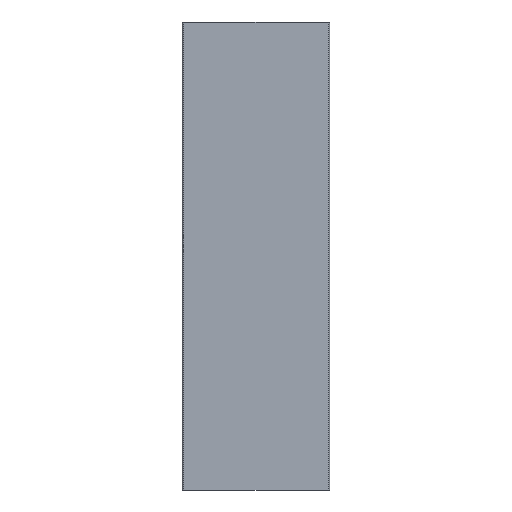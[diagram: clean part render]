
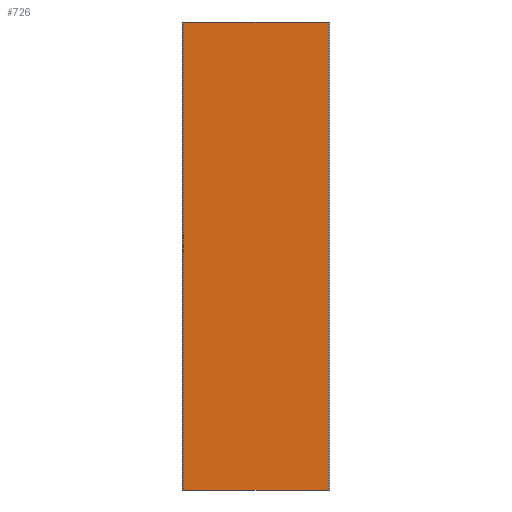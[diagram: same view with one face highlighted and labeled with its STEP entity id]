
A CAD part, front view. The second image highlights one B-rep face of the part: STEP entity #726.
In plain terms, the highlighted planar face has unit normal (0, -1, 0).
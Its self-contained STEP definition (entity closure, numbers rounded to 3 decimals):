
#54=FACE_OUTER_BOUND('',#92,.T.);
#92=EDGE_LOOP('',(#573,#574,#575,#576));
#113=LINE('',#1070,#185);
#155=LINE('',#1202,#227);
#156=LINE('',#1206,#228);
#157=LINE('',#1207,#229);
#185=VECTOR('',#845,10.);
#227=VECTOR('',#967,10.);
#228=VECTOR('',#972,10.);
#229=VECTOR('',#973,10.);
#293=VERTEX_POINT('',#1066);
#295=VERTEX_POINT('',#1069);
#345=VERTEX_POINT('',#1201);
#346=VERTEX_POINT('',#1205);
#366=EDGE_CURVE('',#295,#293,#113,.T.);
#432=EDGE_CURVE('',#295,#345,#155,.T.);
#434=EDGE_CURVE('',#346,#293,#156,.T.);
#435=EDGE_CURVE('',#346,#345,#157,.T.);
#573=ORIENTED_EDGE('',*,*,#366,.T.);
#574=ORIENTED_EDGE('',*,*,#434,.F.);
#575=ORIENTED_EDGE('',*,*,#435,.T.);
#576=ORIENTED_EDGE('',*,*,#432,.F.);
#698=PLANE('',#805);
#726=ADVANCED_FACE('',(#54),#698,.F.);
#805=AXIS2_PLACEMENT_3D('',#1204,#970,#971);
#845=DIRECTION('',(1.,0.,0.));
#967=DIRECTION('',(0.,0.,1.));
#970=DIRECTION('center_axis',(0.,1.,0.));
#971=DIRECTION('ref_axis',(0.,0.,1.));
#972=DIRECTION('',(0.,0.,-1.));
#973=DIRECTION('',(-1.,0.,0.));
#1066=CARTESIAN_POINT('',(208.994,16.95,-35.));
#1069=CARTESIAN_POINT('',(187.394,16.95,-35.));
#1070=CARTESIAN_POINT('',(198.194,16.95,-35.));
#1201=CARTESIAN_POINT('',(187.394,16.95,35.));
#1202=CARTESIAN_POINT('',(187.394,16.95,0.));
#1204=CARTESIAN_POINT('Origin',(198.194,16.95,0.));
#1205=CARTESIAN_POINT('',(208.994,16.95,35.));
#1206=CARTESIAN_POINT('',(208.994,16.95,0.));
#1207=CARTESIAN_POINT('',(198.194,16.95,35.));
